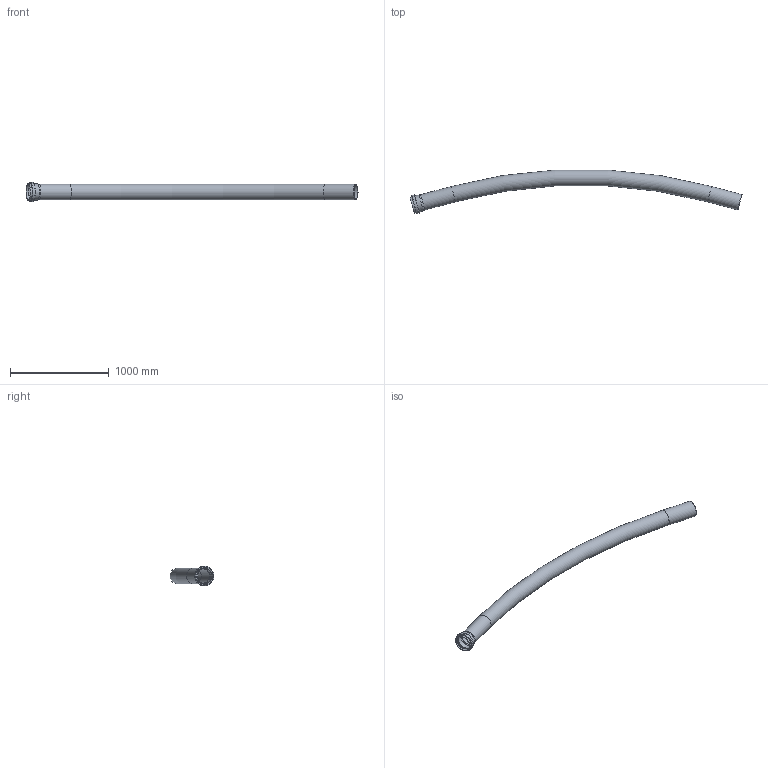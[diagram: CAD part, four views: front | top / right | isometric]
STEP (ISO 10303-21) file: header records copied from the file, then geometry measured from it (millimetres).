
FILE_DESCRIPTION(/* description */ (''),/* implementation_level */ '2;1');
FILE_NAME(/* name */ '734222z.stp',/* time_stamp */ '2023-09-25T11:27:26+02:00',/* author */ ('corinna'),/* organization */ (''),/* preprocessor_version */ 'ST-DEVELOPER v20',/* originating_system */ 'Autodesk Inventor 2024',/* authorisation */ '');
FILE_SCHEMA (('AUTOMOTIVE_DESIGN { 1 0 10303 214 3 1 1 }'));
Length unit declared in the file: millimetre
Products named in the file (1): 734222z
Bounding box: 3356.71 x 443.46 x 194.5 mm (x, y, z)
Volume: 8138739.4 mm3; surface area: 3326293.4 mm2
Topology: 1 solids, 1 shells, 23 faces, 48 edges, 31 vertices
Faces by surface type: cylinder 10, plane 6, torus 4, cone 3
Full cylindrical faces by diameter (mm): 150.2 x2, 158.5 x2, 160 x2, 168.3 x2, 184.7 x1, 194.5 x1
Entity records: 680 total; most frequent: DIRECTION 131, CARTESIAN_POINT 103, ORIENTED_EDGE 96, AXIS2_PLACEMENT_3D 59, EDGE_CURVE 48, CIRCLE 35, VERTEX_POINT 31, EDGE_LOOP 29
